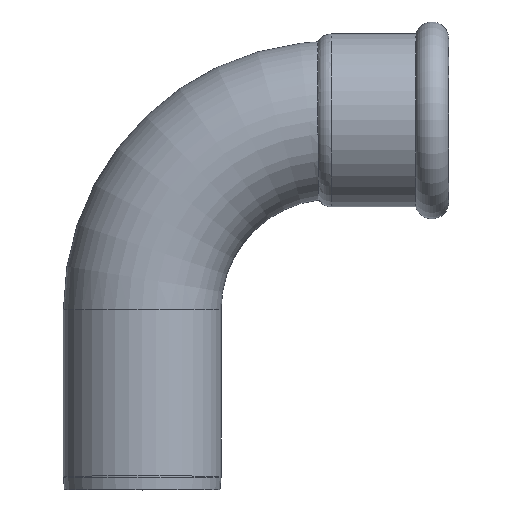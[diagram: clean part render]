
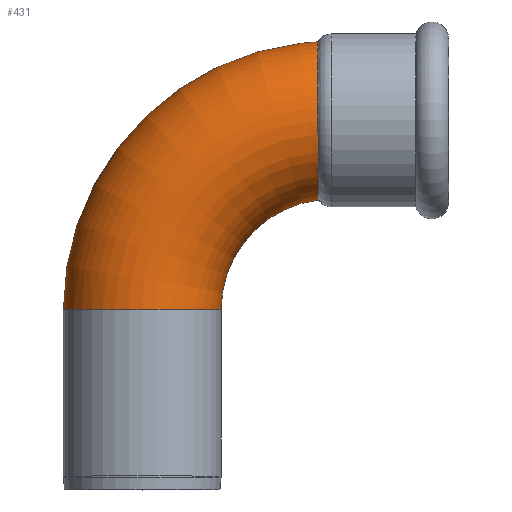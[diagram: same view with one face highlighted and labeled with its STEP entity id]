
A CAD part, top view. The second image highlights one B-rep face of the part: STEP entity #431.
In plain terms, the highlighted toroidal (fillet/blend) face has major radius 42 mm and minor radius 17.5 mm.
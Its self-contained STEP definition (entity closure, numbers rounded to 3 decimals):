
#15=B_SPLINE_CURVE_WITH_KNOTS('',3,(#798,#799,#800,#801,#802,#803,#804,
#805,#806,#807,#808,#809),.UNSPECIFIED.,.F.,.F.,(4,2,2,2,2,4),(5.659,
6.163,6.842,7.526,8.213,8.432),
 .UNSPECIFIED.);
#16=B_SPLINE_CURVE_WITH_KNOTS('',3,(#811,#812,#813,#814,#815,#816,#817,
#818,#819,#820,#821,#822,#823,#824,#825,#826,#827,#828,#829,#830),
 .UNSPECIFIED.,.F.,.F.,(4,2,2,2,2,2,2,2,2,4),(0.137,0.683,
1.366,2.05,2.735,3.422,4.11,
4.798,5.483,5.659),.UNSPECIFIED.);
#17=B_SPLINE_CURVE_WITH_KNOTS('',3,(#831,#832,#833,#834,#835,#836,#837,
#838,#839,#840,#841,#842,#843,#844,#845),.UNSPECIFIED.,.F.,.F.,(4,2,2,2,
2,3,4),(8.432,8.899,9.585,10.269,
10.656,11.042,11.18),.UNSPECIFIED.);
#64=FACE_OUTER_BOUND('',#83,.T.);
#83=EDGE_LOOP('',(#364,#365,#366,#367,#368,#369,#370));
#128=CIRCLE('',#507,17.5);
#129=CIRCLE('',#508,17.5);
#138=CIRCLE('',#520,24.5);
#179=VERTEX_POINT('',#783);
#180=VERTEX_POINT('',#784);
#184=VERTEX_POINT('',#795);
#185=VERTEX_POINT('',#797);
#186=VERTEX_POINT('',#810);
#241=EDGE_CURVE('',#179,#180,#128,.T.);
#243=EDGE_CURVE('',#180,#179,#129,.T.);
#248=EDGE_CURVE('',#185,#184,#15,.T.);
#249=EDGE_CURVE('',#186,#185,#16,.T.);
#250=EDGE_CURVE('',#184,#186,#17,.T.);
#258=EDGE_CURVE('',#185,#180,#138,.T.);
#364=ORIENTED_EDGE('',*,*,#249,.T.);
#365=ORIENTED_EDGE('',*,*,#258,.T.);
#366=ORIENTED_EDGE('',*,*,#241,.F.);
#367=ORIENTED_EDGE('',*,*,#243,.F.);
#368=ORIENTED_EDGE('',*,*,#258,.F.);
#369=ORIENTED_EDGE('',*,*,#248,.T.);
#370=ORIENTED_EDGE('',*,*,#250,.T.);
#415=TOROIDAL_SURFACE('',#519,42.,17.5);
#431=ADVANCED_FACE('',(#64),#415,.T.);
#507=AXIS2_PLACEMENT_3D('',#785,#639,#640);
#508=AXIS2_PLACEMENT_3D('',#787,#642,#643);
#519=AXIS2_PLACEMENT_3D('',#901,#664,#665);
#520=AXIS2_PLACEMENT_3D('',#902,#666,#667);
#639=DIRECTION('center_axis',(0.,-1.,0.));
#640=DIRECTION('ref_axis',(-1.,0.,0.));
#642=DIRECTION('center_axis',(0.,-1.,0.));
#643=DIRECTION('ref_axis',(-1.,0.,0.));
#664=DIRECTION('center_axis',(0.,0.,
-1.));
#665=DIRECTION('ref_axis',(-1.,0.,0.));
#666=DIRECTION('center_axis',(0.,0.,
1.));
#667=DIRECTION('ref_axis',(-1.,0.,0.));
#783=CARTESIAN_POINT('',(-68.,-42.,17.5));
#784=CARTESIAN_POINT('',(-50.5,-42.,0.));
#785=CARTESIAN_POINT('Origin',(-68.,-42.,0.));
#787=CARTESIAN_POINT('Origin',(-68.,-42.,0.));
#795=CARTESIAN_POINT('',(-29.002,0.,17.5));
#797=CARTESIAN_POINT('',(-28.892,-17.671,0.));
#798=CARTESIAN_POINT('Ctrl Pts',(-28.892,-17.671,0.));
#799=CARTESIAN_POINT('Ctrl Pts',(-28.892,-17.671,1.672));
#800=CARTESIAN_POINT('Ctrl Pts',(-28.895,-17.43,3.338));
#801=CARTESIAN_POINT('Ctrl Pts',(-28.906,-16.31,7.118));
#802=CARTESIAN_POINT('Ctrl Pts',(-28.916,-15.25,9.143));
#803=CARTESIAN_POINT('Ctrl Pts',(-28.938,-12.409,12.689));
#804=CARTESIAN_POINT('Ctrl Pts',(-28.951,-10.651,14.174));
#805=CARTESIAN_POINT('Ctrl Pts',(-28.974,-6.658,16.394));
#806=CARTESIAN_POINT('Ctrl Pts',(-28.984,-4.459,17.106));
#807=CARTESIAN_POINT('Ctrl Pts',(-28.996,-1.459,17.463));
#808=CARTESIAN_POINT('Ctrl Pts',(-28.999,-0.729,17.504));
#809=CARTESIAN_POINT('Ctrl Pts',(-29.002,0.,
17.5));
#810=CARTESIAN_POINT('',(-29.047,17.422,0.));
#811=CARTESIAN_POINT('Ctrl Pts',(-29.047,17.422,0.));
#812=CARTESIAN_POINT('Ctrl Pts',(-29.047,17.422,-1.813));
#813=CARTESIAN_POINT('Ctrl Pts',(-29.047,17.14,-3.618));
#814=CARTESIAN_POINT('Ctrl Pts',(-29.044,15.886,-7.518));
#815=CARTESIAN_POINT('Ctrl Pts',(-29.042,14.772,-9.528));
#816=CARTESIAN_POINT('Ctrl Pts',(-29.036,11.836,-13.012));
#817=CARTESIAN_POINT('Ctrl Pts',(-29.032,10.04,-14.452));
#818=CARTESIAN_POINT('Ctrl Pts',(-29.021,5.995,-16.564));
#819=CARTESIAN_POINT('Ctrl Pts',(-29.015,3.783,-17.215));
#820=CARTESIAN_POINT('Ctrl Pts',(-28.999,-0.77,-17.636));
#821=CARTESIAN_POINT('Ctrl Pts',(-28.99,-3.069,-17.399));
#822=CARTESIAN_POINT('Ctrl Pts',(-28.969,-7.451,-16.057));
#823=CARTESIAN_POINT('Ctrl Pts',(-28.958,-9.493,-14.963));
#824=CARTESIAN_POINT('Ctrl Pts',(-28.934,-13.04,-12.054));
#825=CARTESIAN_POINT('Ctrl Pts',(-28.922,-14.512,-10.265));
#826=CARTESIAN_POINT('Ctrl Pts',(-28.903,-16.676,-6.233));
#827=CARTESIAN_POINT('Ctrl Pts',(-28.895,-17.352,-4.029));
#828=CARTESIAN_POINT('Ctrl Pts',(-28.892,-17.642,-1.173));
#829=CARTESIAN_POINT('Ctrl Pts',(-28.892,-17.671,-0.586));
#830=CARTESIAN_POINT('Ctrl Pts',(-28.892,-17.671,0.));
#831=CARTESIAN_POINT('Ctrl Pts',(-29.002,0.,
17.5));
#832=CARTESIAN_POINT('Ctrl Pts',(-29.008,1.551,17.49));
#833=CARTESIAN_POINT('Ctrl Pts',(-29.013,3.098,17.275));
#834=CARTESIAN_POINT('Ctrl Pts',(-29.024,6.8,16.246));
#835=CARTESIAN_POINT('Ctrl Pts',(-29.029,8.861,15.21));
#836=CARTESIAN_POINT('Ctrl Pts',(-29.037,12.465,12.407));
#837=CARTESIAN_POINT('Ctrl Pts',(-29.04,13.975,10.67));
#838=CARTESIAN_POINT('Ctrl Pts',(-29.044,15.749,7.572));
#839=CARTESIAN_POINT('Ctrl Pts',(-29.045,16.264,6.386));
#840=CARTESIAN_POINT('Ctrl Pts',(-29.046,17.025,3.923));
#841=CARTESIAN_POINT('Ctrl Pts',(-29.047,17.267,2.653));
#842=CARTESIAN_POINT('Ctrl Pts',(-29.047,17.368,1.368));
#843=CARTESIAN_POINT('Ctrl Pts',(-29.047,17.404,0.912));
#844=CARTESIAN_POINT('Ctrl Pts',(-29.047,17.422,0.456));
#845=CARTESIAN_POINT('Ctrl Pts',(-29.047,17.422,0.));
#901=CARTESIAN_POINT('Origin',(-26.,-42.,0.));
#902=CARTESIAN_POINT('Origin',(-26.,-42.,0.));
